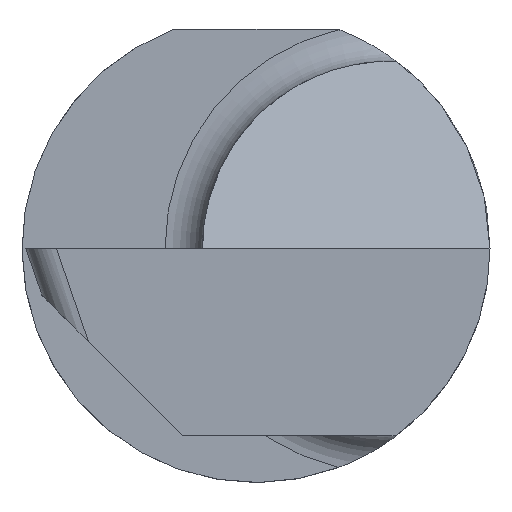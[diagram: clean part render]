
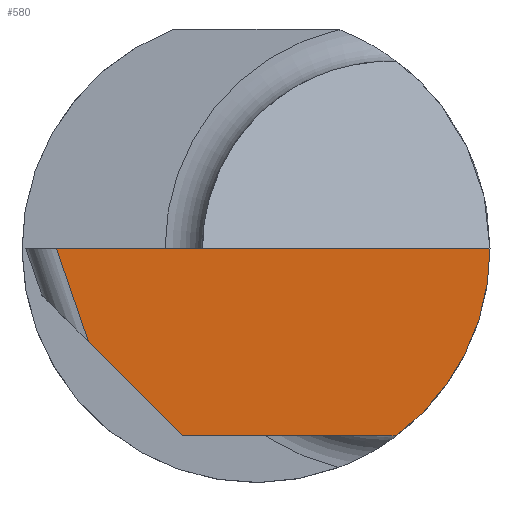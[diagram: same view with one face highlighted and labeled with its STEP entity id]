
A CAD part, left-side view. The second image highlights one B-rep face of the part: STEP entity #580.
In plain terms, the highlighted planar face has unit normal (-0.999, -0.017, -0.035).
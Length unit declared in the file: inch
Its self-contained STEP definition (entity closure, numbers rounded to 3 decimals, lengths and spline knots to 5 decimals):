
#22 = ORIENTED_EDGE ( 'NONE', *, *, #70, .F. ) ;
#32 = FACE_OUTER_BOUND ( 'NONE', #473, .T. ) ;
#62 = CARTESIAN_POINT ( 'NONE',  ( -2.49493, -0.15625, 0. ) ) ;
#70 = EDGE_CURVE ( 'NONE', #223, #483, #543, .T. ) ;
#81 = LINE ( 'NONE', #573, #637 ) ;
#84 = CARTESIAN_POINT ( 'NONE',  ( -2.49173, -0.08925, -0.125 ) ) ;
#91 = ORIENTED_EDGE ( 'NONE', *, *, #129, .F. ) ;
#95 = CARTESIAN_POINT ( 'NONE',  ( -2.49565, 0.07771, -0.09636 ) ) ;
#100 = CARTESIAN_POINT ( 'NONE',  ( -2.49318, -0.15625, -0.05006 ) ) ;
#118 =( BOUNDED_CURVE ( )  B_SPLINE_CURVE ( 3, ( #632, #697, #100, #151 ),
 .UNSPECIFIED., .F., .F. ) 
 B_SPLINE_CURVE_WITH_KNOTS ( ( 4, 4 ),
 ( 0.18094, 1.10733 ),
 .UNSPECIFIED. ) 
 CURVE ( )  GEOMETRIC_REPRESENTATION_ITEM ( )  RATIONAL_B_SPLINE_CURVE ( ( 1., 0.93, 0.93, 1. ) ) 
 REPRESENTATION_ITEM ( '' )  );
#124 = VERTEX_POINT ( 'NONE', #671 ) ;
#129 = EDGE_CURVE ( 'NONE', #349, #223, #81, .T. ) ;
#148 = VECTOR ( 'NONE', #266, 39.37008 ) ;
#151 = CARTESIAN_POINT ( 'NONE',  ( -2.49493, -0.15625, 0. ) ) ;
#168 = CARTESIAN_POINT ( 'NONE',  ( -2.5, 0.13416, 0. ) ) ;
#174 = DIRECTION ( 'NONE',  ( 0.017, -1., 0. ) ) ;
#188 = VERTEX_POINT ( 'NONE', #238 ) ;
#189 =( BOUNDED_CURVE ( )  B_SPLINE_CURVE ( 3, ( #507, #232, #581, #84 ),
 .UNSPECIFIED., .F., .T. ) 
 B_SPLINE_CURVE_WITH_KNOTS ( ( 4, 4 ),
 ( 0.42655, 0.46346 ),
 .UNSPECIFIED. ) 
 CURVE ( )  GEOMETRIC_REPRESENTATION_ITEM ( )  RATIONAL_B_SPLINE_CURVE ( ( 1., 1., 1., 1. ) ) 
 REPRESENTATION_ITEM ( '' )  );
#208 = VECTOR ( 'NONE', #174, 39.37008 ) ;
#223 = VERTEX_POINT ( 'NONE', #570 ) ;
#232 = CARTESIAN_POINT ( 'NONE',  ( -2.49168, -0.09233, -0.12497 ) ) ;
#238 = CARTESIAN_POINT ( 'NONE',  ( -2.49173, -0.08925, -0.125 ) ) ;
#252 = CARTESIAN_POINT ( 'NONE',  ( -2.49744, 0.11187, -0.06221 ) ) ;
#266 = DIRECTION ( 'NONE',  ( 0.037, -0.707, -0.707 ) ) ;
#268 = ORIENTED_EDGE ( 'NONE', *, *, #480, .T. ) ;
#271 = AXIS2_PLACEMENT_3D ( 'NONE', #358, #445, #292 ) ;
#281 = LINE ( 'NONE', #334, #321 ) ;
#292 = DIRECTION ( 'NONE',  ( -0.035, 0., 0.999 ) ) ;
#321 = VECTOR ( 'NONE', #380, 39.37008 ) ;
#334 = CARTESIAN_POINT ( 'NONE',  ( -2.49179, -0.08579, -0.125 ) ) ;
#339 = PLANE ( 'NONE',  #271 ) ;
#349 = VERTEX_POINT ( 'NONE', #252 ) ;
#358 = CARTESIAN_POINT ( 'NONE',  ( -2.5, 0.13416, 0. ) ) ;
#380 = DIRECTION ( 'NONE',  ( 0.017, -1., 0. ) ) ;
#421 = LINE ( 'NONE', #95, #148 ) ;
#445 = DIRECTION ( 'NONE',  ( 0.999, 0.017, 0.035 ) ) ;
#449 = DIRECTION ( 'NONE',  ( -0.039, 0.325, 0.945 ) ) ;
#453 = ORIENTED_EDGE ( 'NONE', *, *, #558, .F. ) ;
#473 = EDGE_LOOP ( 'NONE', ( #595, #268, #453, #657, #22, #91 ) ) ;
#480 = EDGE_CURVE ( 'NONE', #574, #188, #281, .T. ) ;
#483 = VERTEX_POINT ( 'NONE', #62 ) ;
#507 = CARTESIAN_POINT ( 'NONE',  ( -2.49165, -0.09386, -0.12491 ) ) ;
#543 = LINE ( 'NONE', #168, #208 ) ;
#558 = EDGE_CURVE ( 'NONE', #124, #188, #189, .T. ) ;
#570 = CARTESIAN_POINT ( 'NONE',  ( -2.49998, 0.13329, 0. ) ) ;
#573 = CARTESIAN_POINT ( 'NONE',  ( -2.49999, 0.13338, 0.00027 ) ) ;
#574 = VERTEX_POINT ( 'NONE', #686 ) ;
#580 = ADVANCED_FACE ( 'NONE', ( #32 ), #339, .F. ) ;
#581 = CARTESIAN_POINT ( 'NONE',  ( -2.4917, -0.09079, -0.125 ) ) ;
#595 = ORIENTED_EDGE ( 'NONE', *, *, #689, .T. ) ;
#632 = CARTESIAN_POINT ( 'NONE',  ( -2.49165, -0.09386, -0.12491 ) ) ;
#637 = VECTOR ( 'NONE', #449, 39.37008 ) ;
#657 = ORIENTED_EDGE ( 'NONE', *, *, #678, .T. ) ;
#671 = CARTESIAN_POINT ( 'NONE',  ( -2.49165, -0.09386, -0.12491 ) ) ;
#678 = EDGE_CURVE ( 'NONE', #124, #483, #118, .T. ) ;
#686 = CARTESIAN_POINT ( 'NONE',  ( -2.49415, 0.04908, -0.125 ) ) ;
#689 = EDGE_CURVE ( 'NONE', #349, #574, #421, .T. ) ;
#697 = CARTESIAN_POINT ( 'NONE',  ( -2.49201, -0.13388, -0.09484 ) ) ;
